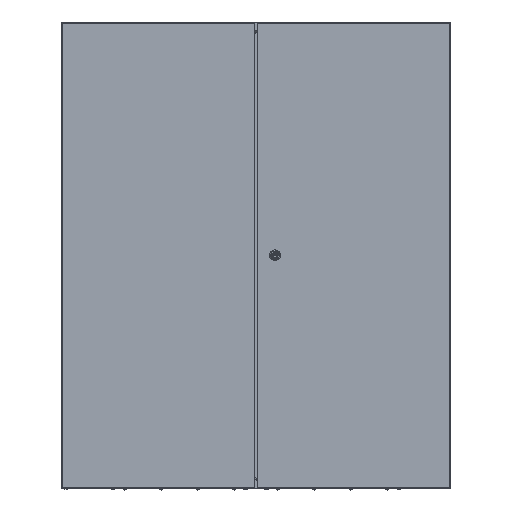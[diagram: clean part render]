
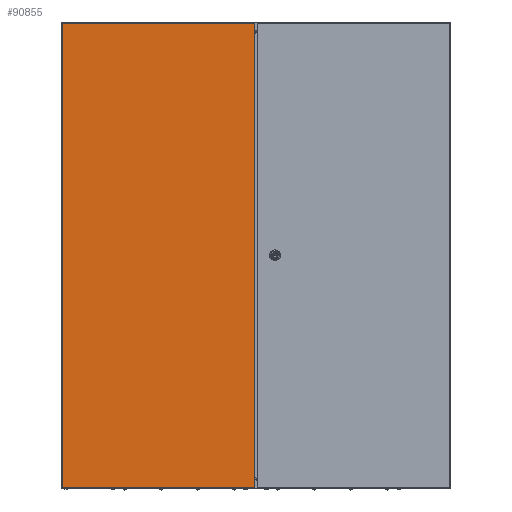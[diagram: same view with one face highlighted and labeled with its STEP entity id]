
A CAD part, top view. The second image highlights one B-rep face of the part: STEP entity #90855.
In plain terms, the highlighted planar face has unit normal (0, 0, 1).
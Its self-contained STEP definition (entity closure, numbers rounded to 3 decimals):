
#225 = CARTESIAN_POINT ( 'NONE',  ( 497.13, 1197., 17.5 ) ) ;
#1142 = CARTESIAN_POINT ( 'NONE',  ( 2.63, 1197., 17.5 ) ) ;
#6471 = PLANE ( 'NONE',  #37237 ) ;
#6783 = CARTESIAN_POINT ( 'NONE',  ( 2.63, 3., 17.5 ) ) ;
#7000 = CARTESIAN_POINT ( 'NONE',  ( 0., 0., 17.5 ) ) ;
#10258 = LINE ( 'NONE', #81825, #63346 ) ;
#10873 = DIRECTION ( 'NONE',  ( 0., -1., 0. ) ) ;
#16364 = CARTESIAN_POINT ( 'NONE',  ( 2.63, 3., 17.5 ) ) ;
#17717 = CARTESIAN_POINT ( 'NONE',  ( 2.63, 1197., 17.5 ) ) ;
#18179 = EDGE_CURVE ( 'NONE', #18563, #88860, #102662, .T. ) ;
#18563 = VERTEX_POINT ( 'NONE', #6783 ) ;
#19791 = LINE ( 'NONE', #17717, #56552 ) ;
#23228 = DIRECTION ( 'NONE',  ( 1., 0., 0. ) ) ;
#25845 = DIRECTION ( 'NONE',  ( -1., 0., 0. ) ) ;
#28794 = EDGE_CURVE ( 'NONE', #37653, #18563, #19791, .T. ) ;
#31212 = DIRECTION ( 'NONE',  ( 1., 0., 0. ) ) ;
#33517 = VECTOR ( 'NONE', #23228, 1000. ) ;
#37237 = AXIS2_PLACEMENT_3D ( 'NONE', #7000, #63322, #31212 ) ;
#37653 = VERTEX_POINT ( 'NONE', #45854 ) ;
#38209 = ORIENTED_EDGE ( 'NONE', *, *, #66481, .T. ) ;
#45456 = FACE_OUTER_BOUND ( 'NONE', #97128, .T. ) ;
#45854 = CARTESIAN_POINT ( 'NONE',  ( 2.63, 1197., 17.5 ) ) ;
#48199 = DIRECTION ( 'NONE',  ( 0., 1., 0. ) ) ;
#56552 = VECTOR ( 'NONE', #10873, 1000. ) ;
#57315 = VECTOR ( 'NONE', #25845, 1000. ) ;
#57446 = LINE ( 'NONE', #1142, #57315 ) ;
#57949 = ORIENTED_EDGE ( 'NONE', *, *, #18179, .T. ) ;
#58344 = VERTEX_POINT ( 'NONE', #225 ) ;
#63322 = DIRECTION ( 'NONE',  ( 0., 0., 1. ) ) ;
#63346 = VECTOR ( 'NONE', #48199, 1000. ) ;
#66481 = EDGE_CURVE ( 'NONE', #88860, #58344, #10258, .T. ) ;
#69778 = EDGE_CURVE ( 'NONE', #58344, #37653, #57446, .T. ) ;
#71048 = ORIENTED_EDGE ( 'NONE', *, *, #69778, .T. ) ;
#81825 = CARTESIAN_POINT ( 'NONE',  ( 497.13, 1197., 17.5 ) ) ;
#84484 = CARTESIAN_POINT ( 'NONE',  ( 497.13, 3., 17.5 ) ) ;
#88860 = VERTEX_POINT ( 'NONE', #84484 ) ;
#90855 = ADVANCED_FACE ( 'NONE', ( #45456 ), #6471, .T. ) ;
#97128 = EDGE_LOOP ( 'NONE', ( #101159, #57949, #38209, #71048 ) ) ;
#101159 = ORIENTED_EDGE ( 'NONE', *, *, #28794, .T. ) ;
#102662 = LINE ( 'NONE', #16364, #33517 ) ;
